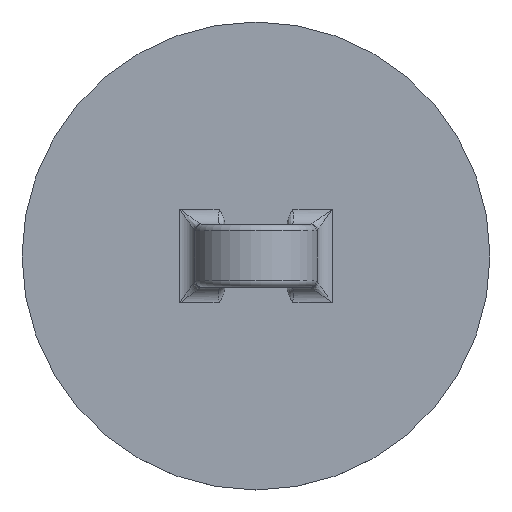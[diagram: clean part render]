
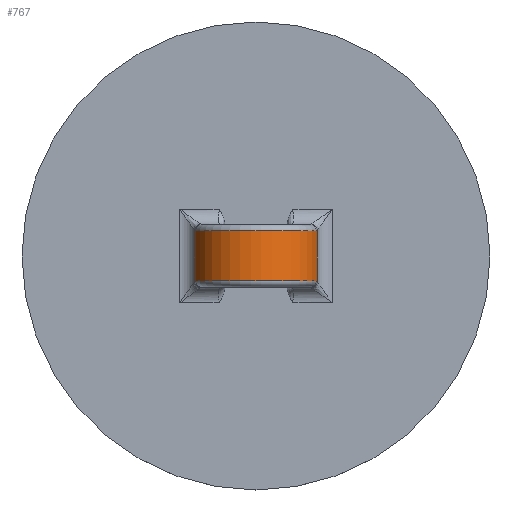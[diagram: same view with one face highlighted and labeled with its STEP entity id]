
A CAD part, top view. The second image highlights one B-rep face of the part: STEP entity #767.
In plain terms, the highlighted cylindrical face has radius 20 mm (diameter 40 mm), a partial arc.
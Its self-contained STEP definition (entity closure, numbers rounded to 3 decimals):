
#144 = VERTEX_POINT('',#145);
#145 = CARTESIAN_POINT('',(19.596,-8.147,7.));
#151 = EDGE_CURVE('',#144,#152,#154,.T.);
#152 = VERTEX_POINT('',#153);
#153 = CARTESIAN_POINT('',(19.213,-8.,8.556));
#154 = ( BOUNDED_CURVE() B_SPLINE_CURVE(7,(#155,#156,#157,#158,#159,#160
    ,#161,#162,#163,#164,#165,#166,#167,#168),.UNSPECIFIED.,.F.,.F.) 
B_SPLINE_CURVE_WITH_KNOTS((8,6,8),(8.585,9.47,
10.146),.UNSPECIFIED.) CURVE() GEOMETRIC_REPRESENTATION_ITEM() 
RATIONAL_B_SPLINE_CURVE((1.,1.,1.,1.,1.,1.,1.,1.,1.,1.,1.,1.,1.,1.)) 
REPRESENTATION_ITEM('') );
#155 = CARTESIAN_POINT('',(19.596,-8.147,7.));
#156 = CARTESIAN_POINT('',(19.567,-8.121,
    7.142));
#157 = CARTESIAN_POINT('',(19.537,-8.098,
    7.285));
#158 = CARTESIAN_POINT('',(19.505,-8.078,
    7.428));
#159 = CARTESIAN_POINT('',(19.472,-8.06,7.571
    ));
#160 = CARTESIAN_POINT('',(19.437,-8.045,7.716)
  );
#161 = CARTESIAN_POINT('',(19.4,-8.034,
    7.863));
#162 = CARTESIAN_POINT('',(19.342,-8.017,8.09
    ));
#163 = CARTESIAN_POINT('',(19.324,-8.012,
    8.156));
#164 = CARTESIAN_POINT('',(19.302,-8.007,
    8.24));
#165 = CARTESIAN_POINT('',(19.28,-8.004,
    8.318));
#166 = CARTESIAN_POINT('',(19.258,-8.001,
    8.397));
#167 = CARTESIAN_POINT('',(19.236,-8.,8.477));
#168 = CARTESIAN_POINT('',(19.213,-8.,8.556));
#654 = VERTEX_POINT('',#655);
#655 = CARTESIAN_POINT('',(-19.213,-8.,8.556));
#662 = EDGE_CURVE('',#152,#654,#663,.T.);
#663 = CIRCLE('',#664,20.);
#664 = AXIS2_PLACEMENT_3D('',#665,#666,#667);
#665 = CARTESIAN_POINT('',(0.,-8.,3.));
#666 = DIRECTION('',(0.,-1.,0.));
#667 = DIRECTION('',(0.968,0.,0.25));
#767 = ADVANCED_FACE('',(#768),#852,.T.);
#768 = FACE_BOUND('',#769,.T.);
#769 = EDGE_LOOP('',(#770,#778,#797,#806,#825,#833,#850,#851));
#770 = ORIENTED_EDGE('',*,*,#771,.F.);
#771 = EDGE_CURVE('',#772,#144,#774,.T.);
#772 = VERTEX_POINT('',#773);
#773 = CARTESIAN_POINT('',(19.596,8.147,7.));
#774 = LINE('',#775,#776);
#775 = CARTESIAN_POINT('',(19.596,10.,7.));
#776 = VECTOR('',#777,1.);
#777 = DIRECTION('',(-0.,-1.,-0.));
#778 = ORIENTED_EDGE('',*,*,#779,.T.);
#779 = EDGE_CURVE('',#772,#780,#782,.T.);
#780 = VERTEX_POINT('',#781);
#781 = CARTESIAN_POINT('',(19.213,8.,8.556));
#782 = ( BOUNDED_CURVE() B_SPLINE_CURVE(7,(#783,#784,#785,#786,#787,#788
    ,#789,#790,#791,#792,#793,#794,#795,#796),.UNSPECIFIED.,.F.,.F.) 
B_SPLINE_CURVE_WITH_KNOTS((8,6,8),(8.585,9.47,
10.146),.UNSPECIFIED.) CURVE() GEOMETRIC_REPRESENTATION_ITEM() 
RATIONAL_B_SPLINE_CURVE((1.,1.,1.,1.,1.,1.,1.,1.,1.,1.,1.,1.,1.,1.)) 
REPRESENTATION_ITEM('') );
#783 = CARTESIAN_POINT('',(19.596,8.147,7.));
#784 = CARTESIAN_POINT('',(19.567,8.121,7.142
    ));
#785 = CARTESIAN_POINT('',(19.537,8.098,7.285
    ));
#786 = CARTESIAN_POINT('',(19.505,8.078,7.428
    ));
#787 = CARTESIAN_POINT('',(19.472,8.06,7.571
    ));
#788 = CARTESIAN_POINT('',(19.437,8.045,7.716
    ));
#789 = CARTESIAN_POINT('',(19.4,8.034,7.863
    ));
#790 = CARTESIAN_POINT('',(19.342,8.017,8.09
    ));
#791 = CARTESIAN_POINT('',(19.324,8.012,8.156
    ));
#792 = CARTESIAN_POINT('',(19.302,8.007,8.24
    ));
#793 = CARTESIAN_POINT('',(19.28,8.004,8.318
    ));
#794 = CARTESIAN_POINT('',(19.258,8.001,8.397)
  );
#795 = CARTESIAN_POINT('',(19.236,8.,8.477));
#796 = CARTESIAN_POINT('',(19.213,8.,8.556));
#797 = ORIENTED_EDGE('',*,*,#798,.T.);
#798 = EDGE_CURVE('',#780,#799,#801,.T.);
#799 = VERTEX_POINT('',#800);
#800 = CARTESIAN_POINT('',(-19.213,8.,8.556));
#801 = CIRCLE('',#802,20.);
#802 = AXIS2_PLACEMENT_3D('',#803,#804,#805);
#803 = CARTESIAN_POINT('',(0.,8.,3.));
#804 = DIRECTION('',(0.,-1.,0.));
#805 = DIRECTION('',(0.968,0.,0.25));
#806 = ORIENTED_EDGE('',*,*,#807,.T.);
#807 = EDGE_CURVE('',#799,#808,#810,.T.);
#808 = VERTEX_POINT('',#809);
#809 = CARTESIAN_POINT('',(-19.596,8.147,7.));
#810 = ( BOUNDED_CURVE() B_SPLINE_CURVE(7,(#811,#812,#813,#814,#815,#816
    ,#817,#818,#819,#820,#821,#822,#823,#824),.UNSPECIFIED.,.F.,.F.) 
B_SPLINE_CURVE_WITH_KNOTS((8,6,8),(61.719,62.395,
63.279),.UNSPECIFIED.) CURVE() GEOMETRIC_REPRESENTATION_ITEM() 
RATIONAL_B_SPLINE_CURVE((1.,1.,1.,1.,1.,1.,1.,1.,1.,1.,1.,1.,1.,1.)) 
REPRESENTATION_ITEM('') );
#811 = CARTESIAN_POINT('',(-19.213,8.,8.556));
#812 = CARTESIAN_POINT('',(-19.236,8.,8.477));
#813 = CARTESIAN_POINT('',(-19.258,8.001,8.397
    ));
#814 = CARTESIAN_POINT('',(-19.28,8.004,8.318
    ));
#815 = CARTESIAN_POINT('',(-19.302,8.007,8.24
    ));
#816 = CARTESIAN_POINT('',(-19.324,8.012,8.156
    ));
#817 = CARTESIAN_POINT('',(-19.342,8.017,8.09)
  );
#818 = CARTESIAN_POINT('',(-19.4,8.034,7.863)
  );
#819 = CARTESIAN_POINT('',(-19.437,8.045,7.716
    ));
#820 = CARTESIAN_POINT('',(-19.472,8.06,7.571
    ));
#821 = CARTESIAN_POINT('',(-19.505,8.078,7.428
    ));
#822 = CARTESIAN_POINT('',(-19.537,8.098,7.285
    ));
#823 = CARTESIAN_POINT('',(-19.567,8.121,7.142
    ));
#824 = CARTESIAN_POINT('',(-19.596,8.147,7.));
#825 = ORIENTED_EDGE('',*,*,#826,.T.);
#826 = EDGE_CURVE('',#808,#827,#829,.T.);
#827 = VERTEX_POINT('',#828);
#828 = CARTESIAN_POINT('',(-19.596,-8.147,7.));
#829 = LINE('',#830,#831);
#830 = CARTESIAN_POINT('',(-19.596,10.,7.));
#831 = VECTOR('',#832,1.);
#832 = DIRECTION('',(-0.,-1.,-0.));
#833 = ORIENTED_EDGE('',*,*,#834,.F.);
#834 = EDGE_CURVE('',#654,#827,#835,.T.);
#835 = ( BOUNDED_CURVE() B_SPLINE_CURVE(7,(#836,#837,#838,#839,#840,#841
    ,#842,#843,#844,#845,#846,#847,#848,#849),.UNSPECIFIED.,.F.,.F.) 
B_SPLINE_CURVE_WITH_KNOTS((8,6,8),(61.719,62.395,
63.279),.UNSPECIFIED.) CURVE() GEOMETRIC_REPRESENTATION_ITEM() 
RATIONAL_B_SPLINE_CURVE((1.,1.,1.,1.,1.,1.,1.,1.,1.,1.,1.,1.,1.,1.)) 
REPRESENTATION_ITEM('') );
#836 = CARTESIAN_POINT('',(-19.213,-8.,8.556));
#837 = CARTESIAN_POINT('',(-19.236,-8.,8.477));
#838 = CARTESIAN_POINT('',(-19.258,-8.001,
    8.397));
#839 = CARTESIAN_POINT('',(-19.28,-8.004,
    8.318));
#840 = CARTESIAN_POINT('',(-19.302,-8.007,
    8.24));
#841 = CARTESIAN_POINT('',(-19.324,-8.012,
    8.156));
#842 = CARTESIAN_POINT('',(-19.342,-8.017,
    8.09));
#843 = CARTESIAN_POINT('',(-19.4,-8.034,7.863
    ));
#844 = CARTESIAN_POINT('',(-19.437,-8.045,
    7.716));
#845 = CARTESIAN_POINT('',(-19.472,-8.06,
    7.571));
#846 = CARTESIAN_POINT('',(-19.505,-8.078,
    7.428));
#847 = CARTESIAN_POINT('',(-19.537,-8.098,
    7.285));
#848 = CARTESIAN_POINT('',(-19.567,-8.121,
    7.142));
#849 = CARTESIAN_POINT('',(-19.596,-8.147,7.));
#850 = ORIENTED_EDGE('',*,*,#662,.F.);
#851 = ORIENTED_EDGE('',*,*,#151,.F.);
#852 = CYLINDRICAL_SURFACE('',#853,20.);
#853 = AXIS2_PLACEMENT_3D('',#854,#855,#856);
#854 = CARTESIAN_POINT('',(0.,10.,3.));
#855 = DIRECTION('',(-0.,-1.,-0.));
#856 = DIRECTION('',(1.,0.,0.));
